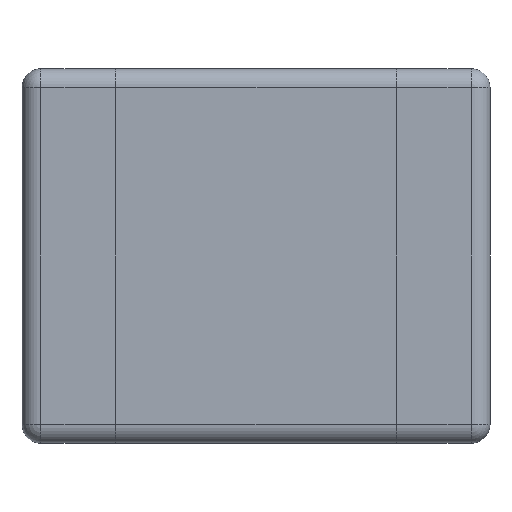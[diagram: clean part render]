
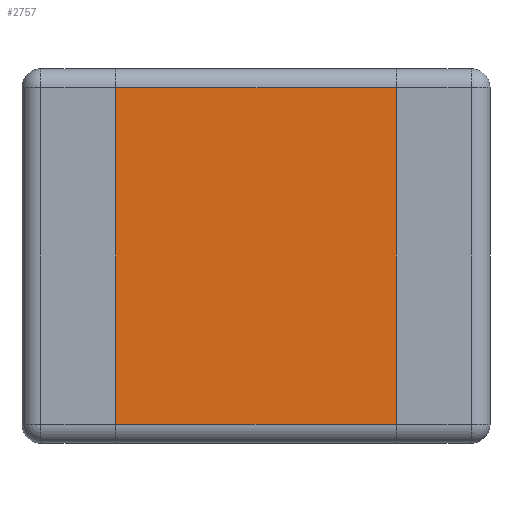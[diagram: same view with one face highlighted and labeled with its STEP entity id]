
A CAD part, front view. The second image highlights one B-rep face of the part: STEP entity #2757.
In plain terms, the highlighted planar face has unit normal (0, -1, 0).
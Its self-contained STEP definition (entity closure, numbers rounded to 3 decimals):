
#112 = VECTOR ( 'NONE', #9224, 1000. ) ;
#141 = VECTOR ( 'NONE', #9206, 1000. ) ;
#1977 = DIRECTION ( 'NONE',  ( 0., 0., 1. ) ) ;
#1978 = CARTESIAN_POINT ( 'NONE',  ( -0.75, -0.425, 1. ) ) ;
#1979 = LINE ( 'NONE', #1978, #6781 ) ;
#2757 = ADVANCED_FACE ( 'NONE', ( #6921 ), #7515, .F. ) ;
#2833 = CARTESIAN_POINT ( 'NONE',  ( -0.75, -0.425, 0.9 ) ) ;
#4104 = ORIENTED_EDGE ( 'NONE', *, *, #4647, .F. ) ;
#4165 = ORIENTED_EDGE ( 'NONE', *, *, #5387, .T. ) ;
#4180 = ORIENTED_EDGE ( 'NONE', *, *, #4571, .T. ) ;
#4216 = ORIENTED_EDGE ( 'NONE', *, *, #5393, .F. ) ;
#4571 = EDGE_CURVE ( 'NONE', #5479, #7768, #5769, .T. ) ;
#4647 = EDGE_CURVE ( 'NONE', #5581, #7768, #1979, .T. ) ;
#5387 = EDGE_CURVE ( 'NONE', #5581, #5553, #9204, .T. ) ;
#5393 = EDGE_CURVE ( 'NONE', #5479, #5553, #9222, .T. ) ;
#5479 = VERTEX_POINT ( 'NONE', #8878 ) ;
#5553 = VERTEX_POINT ( 'NONE', #8952 ) ;
#5581 = VERTEX_POINT ( 'NONE', #8980 ) ;
#5767 = DIRECTION ( 'NONE',  ( -1., 0., 0. ) ) ;
#5768 = CARTESIAN_POINT ( 'NONE',  ( -1.25, -0.425, 0.9 ) ) ;
#5769 = LINE ( 'NONE', #5768, #6729 ) ;
#6729 = VECTOR ( 'NONE', #5767, 1000. ) ;
#6781 = VECTOR ( 'NONE', #1977, 1000. ) ;
#6921 = FACE_OUTER_BOUND ( 'NONE', #9661, .T. ) ;
#7043 = AXIS2_PLACEMENT_3D ( 'NONE', #7502, #7501, #7500 ) ;
#7500 = DIRECTION ( 'NONE',  ( -1., 0., 0. ) ) ;
#7501 = DIRECTION ( 'NONE',  ( 0., 1., 0. ) ) ;
#7502 = CARTESIAN_POINT ( 'NONE',  ( -1.25, -0.425, 1. ) ) ;
#7515 = PLANE ( 'NONE',  #7043 ) ;
#7768 = VERTEX_POINT ( 'NONE', #2833 ) ;
#8878 = CARTESIAN_POINT ( 'NONE',  ( 0.75, -0.425, 0.9 ) ) ;
#8952 = CARTESIAN_POINT ( 'NONE',  ( 0.75, -0.425, -0.9 ) ) ;
#8980 = CARTESIAN_POINT ( 'NONE',  ( -0.75, -0.425, -0.9 ) ) ;
#9204 = LINE ( 'NONE', #9205, #141 ) ;
#9205 = CARTESIAN_POINT ( 'NONE',  ( -1.25, -0.425, -0.9 ) ) ;
#9206 = DIRECTION ( 'NONE',  ( 1., 0., 0. ) ) ;
#9222 = LINE ( 'NONE', #9223, #112 ) ;
#9223 = CARTESIAN_POINT ( 'NONE',  ( 0.75, -0.425, 1. ) ) ;
#9224 = DIRECTION ( 'NONE',  ( 0., 0., -1. ) ) ;
#9661 = EDGE_LOOP ( 'NONE', ( #4104, #4165, #4216, #4180 ) ) ;
